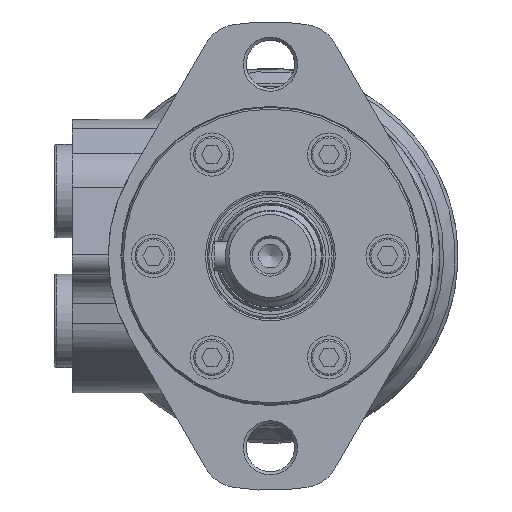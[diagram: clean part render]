
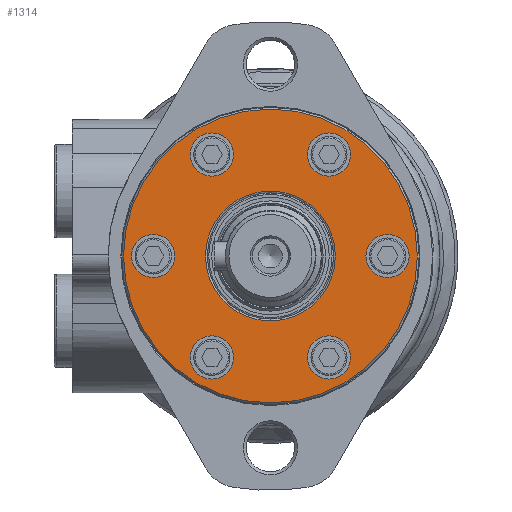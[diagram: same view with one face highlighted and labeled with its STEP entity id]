
A CAD part, left-side view. The second image highlights one B-rep face of the part: STEP entity #1314.
In plain terms, the highlighted planar face has unit normal (-1, 0, 0).
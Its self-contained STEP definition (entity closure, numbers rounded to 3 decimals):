
#1314 = ADVANCED_FACE( '', ( #2711, #2712, #2713, #2714, #2715, #2716, #2717, #2718 ), #2719, .F. );
#2711 = FACE_OUTER_BOUND( '', #4092, .T. );
#2712 = FACE_BOUND( '', #4093, .T. );
#2713 = FACE_BOUND( '', #4094, .T. );
#2714 = FACE_BOUND( '', #4095, .T. );
#2715 = FACE_BOUND( '', #4096, .T. );
#2716 = FACE_BOUND( '', #4097, .T. );
#2717 = FACE_BOUND( '', #4098, .T. );
#2718 = FACE_BOUND( '', #4099, .T. );
#2719 = PLANE( '', #4100 );
#4092 = EDGE_LOOP( '', ( #7198 ) );
#4093 = EDGE_LOOP( '', ( #7199 ) );
#4094 = EDGE_LOOP( '', ( #7200 ) );
#4095 = EDGE_LOOP( '', ( #7201 ) );
#4096 = EDGE_LOOP( '', ( #7202 ) );
#4097 = EDGE_LOOP( '', ( #7203 ) );
#4098 = EDGE_LOOP( '', ( #7204 ) );
#4099 = EDGE_LOOP( '', ( #7205 ) );
#4100 = AXIS2_PLACEMENT_3D( '', #7206, #7207, #7208 );
#7198 = ORIENTED_EDGE( '', *, *, #7989, .F. );
#7199 = ORIENTED_EDGE( '', *, *, #8351, .F. );
#7200 = ORIENTED_EDGE( '', *, *, #8191, .T. );
#7201 = ORIENTED_EDGE( '', *, *, #8170, .T. );
#7202 = ORIENTED_EDGE( '', *, *, #8380, .T. );
#7203 = ORIENTED_EDGE( '', *, *, #7408, .T. );
#7204 = ORIENTED_EDGE( '', *, *, #7986, .T. );
#7205 = ORIENTED_EDGE( '', *, *, #8018, .T. );
#7206 = CARTESIAN_POINT( '', ( 0., 0., 0. ) );
#7207 = DIRECTION( '', ( 1., 0., 0. ) );
#7208 = DIRECTION( '', ( 0., 0., -1. ) );
#7408 = EDGE_CURVE( '', #8674, #8674, #8675, .T. );
#7986 = EDGE_CURVE( '', #9574, #9574, #9575, .T. );
#7989 = EDGE_CURVE( '', #9579, #9579, #9580, .T. );
#8018 = EDGE_CURVE( '', #9622, #9622, #9623, .T. );
#8170 = EDGE_CURVE( '', #9828, #9828, #9829, .T. );
#8191 = EDGE_CURVE( '', #9856, #9856, #9857, .T. );
#8351 = EDGE_CURVE( '', #10058, #10058, #10059, .F. );
#8380 = EDGE_CURVE( '', #10089, #10089, #10090, .T. );
#8674 = VERTEX_POINT( '', #10782 );
#8675 = CIRCLE( '', #10783, 6. );
#9574 = VERTEX_POINT( '', #12779 );
#9575 = CIRCLE( '', #12780, 6. );
#9579 = VERTEX_POINT( '', #12784 );
#9580 = CIRCLE( '', #12785, 40.75 );
#9622 = VERTEX_POINT( '', #12860 );
#9623 = CIRCLE( '', #12861, 18. );
#9828 = VERTEX_POINT( '', #13306 );
#9829 = CIRCLE( '', #13307, 6. );
#9856 = VERTEX_POINT( '', #13360 );
#9857 = CIRCLE( '', #13361, 6. );
#10058 = VERTEX_POINT( '', #13796 );
#10059 = CIRCLE( '', #13797, 6. );
#10089 = VERTEX_POINT( '', #13835 );
#10090 = CIRCLE( '', #13836, 6. );
#10782 = CARTESIAN_POINT( '', ( 0., -16.25, 22.146 ) );
#10783 = AXIS2_PLACEMENT_3D( '', #14332, #14333, #14334 );
#12779 = CARTESIAN_POINT( '', ( 0., 16.25, 22.146 ) );
#12780 = AXIS2_PLACEMENT_3D( '', #14978, #14979, #14980 );
#12784 = CARTESIAN_POINT( '', ( 0., 0., -40.75 ) );
#12785 = AXIS2_PLACEMENT_3D( '', #14984, #14985, #14986 );
#12860 = CARTESIAN_POINT( '', ( 0., 0., -18. ) );
#12861 = AXIS2_PLACEMENT_3D( '', #15022, #15023, #15024 );
#13306 = CARTESIAN_POINT( '', ( 0., -16.25, -34.146 ) );
#13307 = AXIS2_PLACEMENT_3D( '', #15172, #15173, #15174 );
#13360 = CARTESIAN_POINT( '', ( 0., 16.25, -34.146 ) );
#13361 = AXIS2_PLACEMENT_3D( '', #15197, #15198, #15199 );
#13796 = CARTESIAN_POINT( '', ( 0., 32.5, -6. ) );
#13797 = AXIS2_PLACEMENT_3D( '', #15360, #15361, #15362 );
#13835 = CARTESIAN_POINT( '', ( 0., -32.5, -6. ) );
#13836 = AXIS2_PLACEMENT_3D( '', #15380, #15381, #15382 );
#14332 = CARTESIAN_POINT( '', ( 0., -16.25, 28.146 ) );
#14333 = DIRECTION( '', ( 1., 0., 0. ) );
#14334 = DIRECTION( '', ( 0., 0., -1. ) );
#14978 = CARTESIAN_POINT( '', ( 0., 16.25, 28.146 ) );
#14979 = DIRECTION( '', ( 1., 0., 0. ) );
#14980 = DIRECTION( '', ( 0., 0., -1. ) );
#14984 = CARTESIAN_POINT( '', ( 0., 0., 0. ) );
#14985 = DIRECTION( '', ( 1., 0., 0. ) );
#14986 = DIRECTION( '', ( 0., 0., -1. ) );
#15022 = CARTESIAN_POINT( '', ( 0., 0., 0. ) );
#15023 = DIRECTION( '', ( 1., 0., 0. ) );
#15024 = DIRECTION( '', ( 0., 0., -1. ) );
#15172 = CARTESIAN_POINT( '', ( 0., -16.25, -28.146 ) );
#15173 = DIRECTION( '', ( 1., 0., 0. ) );
#15174 = DIRECTION( '', ( 0., 0., -1. ) );
#15197 = CARTESIAN_POINT( '', ( 0., 16.25, -28.146 ) );
#15198 = DIRECTION( '', ( 1., 0., 0. ) );
#15199 = DIRECTION( '', ( 0., 0., -1. ) );
#15360 = CARTESIAN_POINT( '', ( 0., 32.5, 0. ) );
#15361 = DIRECTION( '', ( 1., 0., 0. ) );
#15362 = DIRECTION( '', ( 0., 0., -1. ) );
#15380 = CARTESIAN_POINT( '', ( 0., -32.5, 0. ) );
#15381 = DIRECTION( '', ( 1., 0., 0. ) );
#15382 = DIRECTION( '', ( 0., 0., -1. ) );
